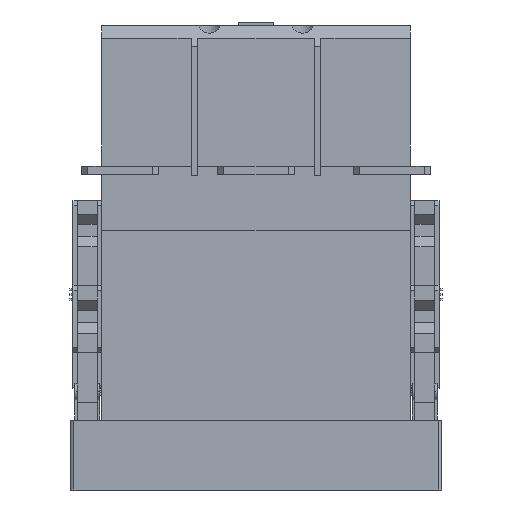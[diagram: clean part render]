
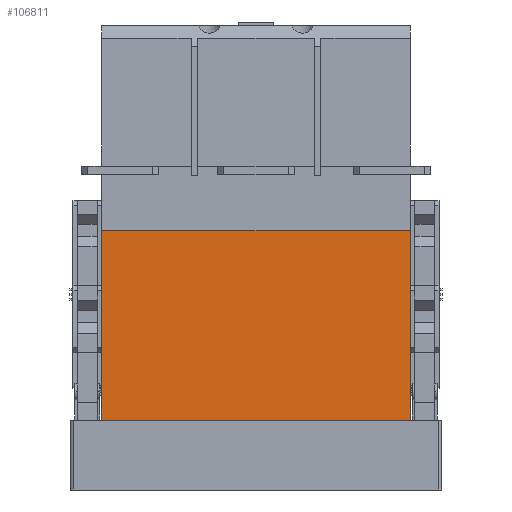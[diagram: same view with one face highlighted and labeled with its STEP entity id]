
A CAD part, front view. The second image highlights one B-rep face of the part: STEP entity #106811.
In plain terms, the highlighted planar face has unit normal (0, -1, 0).
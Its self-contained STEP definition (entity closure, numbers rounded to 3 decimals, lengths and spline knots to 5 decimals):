
#105795=DIRECTION('',(1.,0.,0.));
#105796=VECTOR('',#105795,0.1203);
#105797=CARTESIAN_POINT('',(-0.11833,-0.03215,-0.01843));
#105798=LINE('',#105797,#105796);
#106113=DIRECTION('',(1.,0.,0.));
#106114=VECTOR('',#106113,0.1203);
#106115=CARTESIAN_POINT('',(-0.11833,-0.03215,0.05558));
#106116=LINE('',#106115,#106114);
#106120=DIRECTION('',(0.,0.,-1.));
#106121=VECTOR('',#106120,0.074);
#106122=CARTESIAN_POINT('',(0.00197,-0.03215,0.05558));
#106123=LINE('',#106122,#106121);
#106141=DIRECTION('',(0.,0.,-1.));
#106142=VECTOR('',#106141,0.074);
#106143=CARTESIAN_POINT('',(-0.11833,-0.03215,0.05558));
#106144=LINE('',#106143,#106142);
#106209=CARTESIAN_POINT('',(-0.11833,-0.03215,-0.01843));
#106210=CARTESIAN_POINT('',(0.00197,-0.03215,-0.01843));
#106211=VERTEX_POINT('',#106209);
#106212=VERTEX_POINT('',#106210);
#106257=CARTESIAN_POINT('',(-0.11833,-0.03215,0.05558));
#106258=VERTEX_POINT('',#106257);
#106259=CARTESIAN_POINT('',(0.00197,-0.03215,0.05558));
#106260=VERTEX_POINT('',#106259);
#106797=CARTESIAN_POINT('',(-0.11833,-0.03215,0.05558));
#106798=DIRECTION('',(0.,1.,0.));
#106799=DIRECTION('',(-1.,0.,0.));
#106800=AXIS2_PLACEMENT_3D('',#106797,#106798,#106799);
#106801=PLANE('',#106800);
#106802=ORIENTED_EDGE('',*,*,#106318,.F.);
#106804=ORIENTED_EDGE('',*,*,#106803,.F.);
#106806=ORIENTED_EDGE('',*,*,#106805,.T.);
#106808=ORIENTED_EDGE('',*,*,#106807,.T.);
#106809=EDGE_LOOP('',(#106802,#106804,#106806,#106808));
#106810=FACE_OUTER_BOUND('',#106809,.F.);
#106318=EDGE_CURVE('',#106211,#106212,#105798,.T.);
#106803=EDGE_CURVE('',#106258,#106211,#106144,.T.);
#106805=EDGE_CURVE('',#106258,#106260,#106116,.T.);
#106807=EDGE_CURVE('',#106260,#106212,#106123,.T.);
#106811=ADVANCED_FACE('',(#106810),#106801,.F.);
